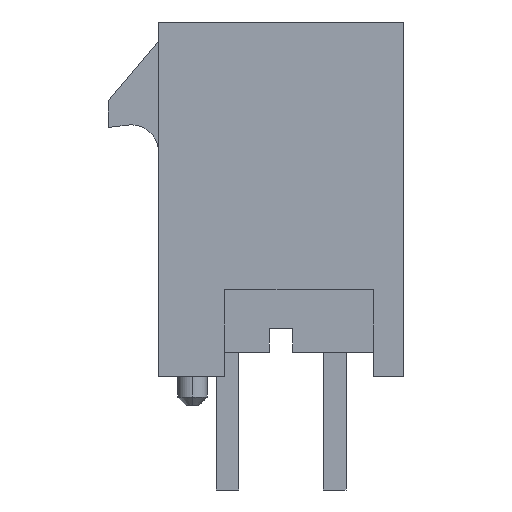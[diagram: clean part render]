
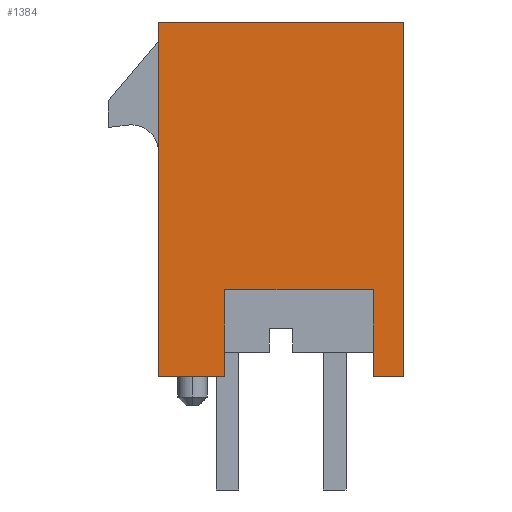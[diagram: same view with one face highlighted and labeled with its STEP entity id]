
A CAD part, left-side view. The second image highlights one B-rep face of the part: STEP entity #1384.
In plain terms, the highlighted planar face has unit normal (-1, 0, 0).
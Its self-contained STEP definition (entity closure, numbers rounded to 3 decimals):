
#57=DIRECTION('',(0.,-1.,0.));
#58=VECTOR('',#57,6.86);
#59=CARTESIAN_POINT('',(-1.925,2.73,6.545));
#60=LINE('',#59,#58);
#141=DIRECTION('',(0.,-1.,0.));
#142=VECTOR('',#141,1.858);
#143=CARTESIAN_POINT('',(-1.925,2.73,-3.365));
#144=LINE('',#143,#142);
#145=DIRECTION('',(0.,0.,1.));
#146=VECTOR('',#145,9.91);
#147=CARTESIAN_POINT('',(-1.925,-4.13,-3.365));
#148=LINE('',#147,#146);
#149=DIRECTION('',(0.,-1.,0.));
#150=VECTOR('',#149,0.848);
#151=CARTESIAN_POINT('',(-1.925,-3.282,-3.365));
#152=LINE('',#151,#150);
#153=DIRECTION('',(0.,0.,-1.));
#154=VECTOR('',#153,2.42);
#155=CARTESIAN_POINT('',(-1.925,-3.282,-0.945));
#156=LINE('',#155,#154);
#179=DIRECTION('',(0.,0.,-1.));
#180=VECTOR('',#179,2.42);
#181=CARTESIAN_POINT('',(-1.925,0.872,-0.945));
#182=LINE('',#181,#180);
#243=DIRECTION('',(0.,1.,0.));
#244=VECTOR('',#243,4.155);
#245=CARTESIAN_POINT('',(-1.925,-3.282,-0.945));
#246=LINE('',#245,#244);
#435=DIRECTION('',(0.,0.,1.));
#436=VECTOR('',#435,9.91);
#437=CARTESIAN_POINT('',(-1.925,2.73,-3.365));
#438=LINE('',#437,#436);
#943=CARTESIAN_POINT('',(-1.925,2.73,-3.365));
#944=CARTESIAN_POINT('',(-1.925,0.872,-3.365));
#945=VERTEX_POINT('',#943);
#946=VERTEX_POINT('',#944);
#947=CARTESIAN_POINT('',(-1.925,0.872,-0.945));
#948=VERTEX_POINT('',#947);
#949=CARTESIAN_POINT('',(-1.925,-3.282,-0.945));
#950=VERTEX_POINT('',#949);
#951=CARTESIAN_POINT('',(-1.925,-3.282,-3.365));
#952=VERTEX_POINT('',#951);
#953=CARTESIAN_POINT('',(-1.925,-4.13,-3.365));
#954=VERTEX_POINT('',#953);
#955=CARTESIAN_POINT('',(-1.925,-4.13,6.545));
#956=VERTEX_POINT('',#955);
#957=CARTESIAN_POINT('',(-1.925,2.73,6.545));
#958=VERTEX_POINT('',#957);
#1362=CARTESIAN_POINT('',(-1.925,2.73,-3.365));
#1363=DIRECTION('',(-1.,0.,0.));
#1364=DIRECTION('',(0.,-1.,0.));
#1365=AXIS2_PLACEMENT_3D('',#1362,#1363,#1364);
#1366=PLANE('',#1365);
#1368=ORIENTED_EDGE('',*,*,#1367,.F.);
#1370=ORIENTED_EDGE('',*,*,#1369,.T.);
#1371=ORIENTED_EDGE('',*,*,#1214,.T.);
#1373=ORIENTED_EDGE('',*,*,#1372,.F.);
#1375=ORIENTED_EDGE('',*,*,#1374,.F.);
#1377=ORIENTED_EDGE('',*,*,#1376,.F.);
#1379=ORIENTED_EDGE('',*,*,#1378,.T.);
#1381=ORIENTED_EDGE('',*,*,#1380,.T.);
#1382=EDGE_LOOP('',(#1368,#1370,#1371,#1373,#1375,#1377,#1379,#1381));
#1383=FACE_OUTER_BOUND('',#1382,.F.);
#1384=ADVANCED_FACE('',(#1383),#1366,.T.);
#1214=EDGE_CURVE('',#958,#956,#60,.T.);
#1367=EDGE_CURVE('',#945,#946,#144,.T.);
#1369=EDGE_CURVE('',#945,#958,#438,.T.);
#1372=EDGE_CURVE('',#954,#956,#148,.T.);
#1374=EDGE_CURVE('',#952,#954,#152,.T.);
#1376=EDGE_CURVE('',#950,#952,#156,.T.);
#1378=EDGE_CURVE('',#950,#948,#246,.T.);
#1380=EDGE_CURVE('',#948,#946,#182,.T.);
